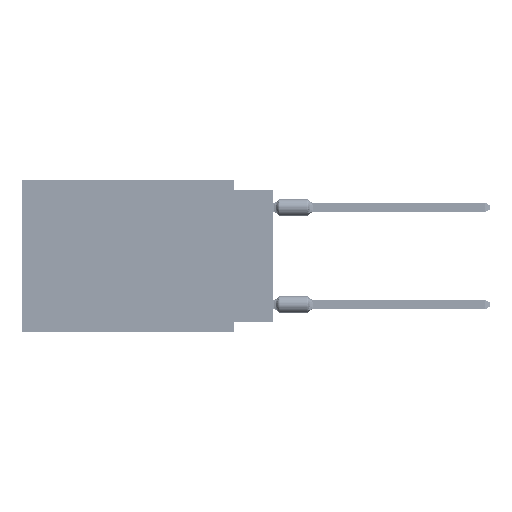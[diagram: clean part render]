
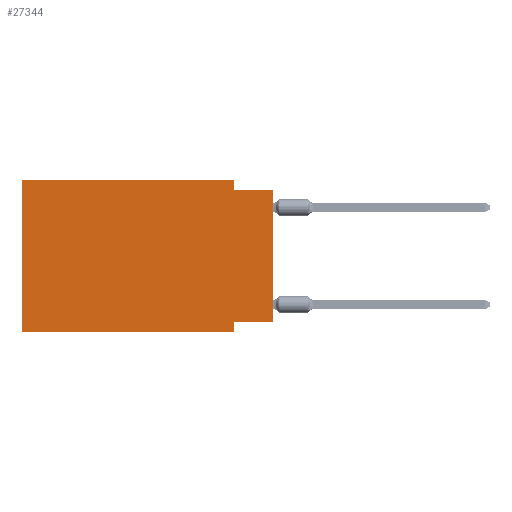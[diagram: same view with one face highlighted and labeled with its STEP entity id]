
A CAD part, left-side view. The second image highlights one B-rep face of the part: STEP entity #27344.
In plain terms, the highlighted planar face has unit normal (-1, 0, 0).
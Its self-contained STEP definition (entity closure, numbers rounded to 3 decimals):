
#7 = CARTESIAN_POINT ( 'NONE',  ( 0., 16.383, 0. ) ) ;
#941 = ORIENTED_EDGE ( 'NONE', *, *, #63098, .T. ) ;
#2232 = LINE ( 'NONE', #31825, #30998 ) ;
#5773 = VECTOR ( 'NONE', #68906, 1000. ) ;
#5922 = DIRECTION ( 'NONE',  ( 0., -1., 0. ) ) ;
#6540 = DIRECTION ( 'NONE',  ( 1., 0., 0. ) ) ;
#6644 = CARTESIAN_POINT ( 'NONE',  ( 0., 0., -0.635 ) ) ;
#6893 = ORIENTED_EDGE ( 'NONE', *, *, #62151, .F. ) ;
#7970 = EDGE_CURVE ( 'NONE', #32559, #14319, #2232, .T. ) ;
#9766 = LINE ( 'NONE', #27402, #42491 ) ;
#10094 = LINE ( 'NONE', #33532, #56547 ) ;
#11057 = VECTOR ( 'NONE', #55678, 1000. ) ;
#11209 = CARTESIAN_POINT ( 'NONE',  ( 0., 0., -9.271 ) ) ;
#11763 = ORIENTED_EDGE ( 'NONE', *, *, #35068, .F. ) ;
#12030 = ORIENTED_EDGE ( 'NONE', *, *, #13344, .F. ) ;
#13344 = EDGE_CURVE ( 'NONE', #21415, #72920, #63508, .T. ) ;
#14319 = VERTEX_POINT ( 'NONE', #39165 ) ;
#15510 = DIRECTION ( 'NONE',  ( 0., -1., 0. ) ) ;
#16478 = EDGE_CURVE ( 'NONE', #39980, #32559, #55923, .T. ) ;
#19785 = EDGE_CURVE ( 'NONE', #39114, #52176, #9766, .T. ) ;
#21415 = VERTEX_POINT ( 'NONE', #11209 ) ;
#21812 = LINE ( 'NONE', #61471, #11057 ) ;
#22883 = LINE ( 'NONE', #69838, #53324 ) ;
#23110 = CARTESIAN_POINT ( 'NONE',  ( 0., 2.54, 0. ) ) ;
#23816 = FACE_OUTER_BOUND ( 'NONE', #57974, .T. ) ;
#27344 = ADVANCED_FACE ( 'NONE', ( #23816 ), #53453, .F. ) ;
#27402 = CARTESIAN_POINT ( 'NONE',  ( 0., 16.383, -9.906 ) ) ;
#27747 = VECTOR ( 'NONE', #53568, 1000. ) ;
#27752 = DIRECTION ( 'NONE',  ( 0., 0., 1. ) ) ;
#28336 = ORIENTED_EDGE ( 'NONE', *, *, #7970, .F. ) ;
#30631 = EDGE_CURVE ( 'NONE', #72920, #52176, #22883, .T. ) ;
#30998 = VECTOR ( 'NONE', #55293, 1000. ) ;
#31178 = ORIENTED_EDGE ( 'NONE', *, *, #16478, .F. ) ;
#31825 = CARTESIAN_POINT ( 'NONE',  ( 0., 2.54, 0. ) ) ;
#32559 = VERTEX_POINT ( 'NONE', #23110 ) ;
#33532 = CARTESIAN_POINT ( 'NONE',  ( 0., 0., 0. ) ) ;
#35068 = EDGE_CURVE ( 'NONE', #14319, #70982, #47820, .T. ) ;
#35553 = ORIENTED_EDGE ( 'NONE', *, *, #19785, .T. ) ;
#38817 = CARTESIAN_POINT ( 'NONE',  ( 0., 16.383, -9.906 ) ) ;
#39114 = VERTEX_POINT ( 'NONE', #38817 ) ;
#39165 = CARTESIAN_POINT ( 'NONE',  ( 0., 2.54, -0.635 ) ) ;
#39980 = VERTEX_POINT ( 'NONE', #41312 ) ;
#40595 = DIRECTION ( 'NONE',  ( 0., 0., -1. ) ) ;
#40886 = CARTESIAN_POINT ( 'NONE',  ( 0., 16.383, 0. ) ) ;
#41312 = CARTESIAN_POINT ( 'NONE',  ( 0., 16.383, 0. ) ) ;
#41517 = CARTESIAN_POINT ( 'NONE',  ( 0., 2.54, -9.271 ) ) ;
#42491 = VECTOR ( 'NONE', #15510, 1000. ) ;
#46497 = ORIENTED_EDGE ( 'NONE', *, *, #30631, .F. ) ;
#47820 = LINE ( 'NONE', #6644, #27747 ) ;
#52176 = VERTEX_POINT ( 'NONE', #67109 ) ;
#53324 = VECTOR ( 'NONE', #40595, 1000. ) ;
#53453 = PLANE ( 'NONE',  #69863 ) ;
#53568 = DIRECTION ( 'NONE',  ( 0., -1., 0. ) ) ;
#55293 = DIRECTION ( 'NONE',  ( 0., 0., -1. ) ) ;
#55678 = DIRECTION ( 'NONE',  ( 0., 0., 1. ) ) ;
#55923 = LINE ( 'NONE', #40886, #70740 ) ;
#56547 = VECTOR ( 'NONE', #27752, 1000. ) ;
#57974 = EDGE_LOOP ( 'NONE', ( #941, #11763, #28336, #31178, #6893, #35553, #46497, #12030 ) ) ;
#59356 = CARTESIAN_POINT ( 'NONE',  ( 0., 0., -0.635 ) ) ;
#61471 = CARTESIAN_POINT ( 'NONE',  ( 0., 16.383, 0. ) ) ;
#62151 = EDGE_CURVE ( 'NONE', #39114, #39980, #21812, .T. ) ;
#63098 = EDGE_CURVE ( 'NONE', #21415, #70982, #10094, .T. ) ;
#63508 = LINE ( 'NONE', #74678, #5773 ) ;
#67109 = CARTESIAN_POINT ( 'NONE',  ( 0., 2.54, -9.906 ) ) ;
#68906 = DIRECTION ( 'NONE',  ( 0., 1., 0. ) ) ;
#69838 = CARTESIAN_POINT ( 'NONE',  ( 0., 2.54, -9.906 ) ) ;
#69863 = AXIS2_PLACEMENT_3D ( 'NONE', #7, #6540, #70380 ) ;
#70380 = DIRECTION ( 'NONE',  ( 0., 0., -1. ) ) ;
#70740 = VECTOR ( 'NONE', #5922, 1000. ) ;
#70982 = VERTEX_POINT ( 'NONE', #59356 ) ;
#72920 = VERTEX_POINT ( 'NONE', #41517 ) ;
#74678 = CARTESIAN_POINT ( 'NONE',  ( 0., 0., -9.271 ) ) ;
